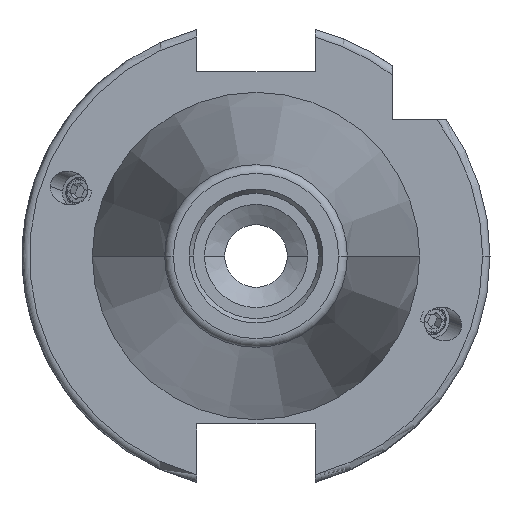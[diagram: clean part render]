
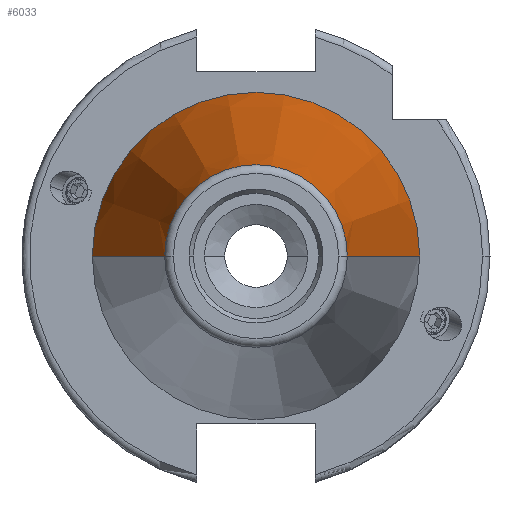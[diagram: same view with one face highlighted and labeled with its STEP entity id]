
A CAD part, left-side view. The second image highlights one B-rep face of the part: STEP entity #6033.
In plain terms, the highlighted conical face has half-angle 8.297 degrees and reference radius 22.225 mm.
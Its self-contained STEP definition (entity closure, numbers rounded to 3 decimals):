
#95 = VERTEX_POINT ( 'NONE', #3810 ) ;
#293 = LINE ( 'NONE', #2214, #2083 ) ;
#390 = VERTEX_POINT ( 'NONE', #3161 ) ;
#481 = ORIENTED_EDGE ( 'NONE', *, *, #1609, .F. ) ;
#708 = DIRECTION ( 'NONE',  ( 0., 1., 0. ) ) ;
#749 = CARTESIAN_POINT ( 'NONE',  ( 0., -22.225, 0. ) ) ;
#913 = CIRCLE ( 'NONE', #1600, 12.4 ) ;
#963 = EDGE_LOOP ( 'NONE', ( #481, #3607, #5383, #5756 ) ) ;
#1012 = CARTESIAN_POINT ( 'NONE',  ( -67.373, 12.4, 0. ) ) ;
#1353 = DIRECTION ( 'NONE',  ( 0., -1., 0. ) ) ;
#1368 = EDGE_CURVE ( 'NONE', #390, #2484, #2059, .T. ) ;
#1600 = AXIS2_PLACEMENT_3D ( 'NONE', #6048, #6016, #1353 ) ;
#1609 = EDGE_CURVE ( 'NONE', #390, #4278, #913, .T. ) ;
#2011 = DIRECTION ( 'NONE',  ( 1., 0., 0. ) ) ;
#2059 = LINE ( 'NONE', #749, #4033 ) ;
#2083 = VECTOR ( 'NONE', #4088, 1000. ) ;
#2142 = CARTESIAN_POINT ( 'NONE',  ( 0., -22.225, 0. ) ) ;
#2208 = DIRECTION ( 'NONE',  ( 0., -1., 0. ) ) ;
#2214 = CARTESIAN_POINT ( 'NONE',  ( 0., 22.225, 0. ) ) ;
#2463 = FACE_OUTER_BOUND ( 'NONE', #963, .T. ) ;
#2484 = VERTEX_POINT ( 'NONE', #2142 ) ;
#2594 = DIRECTION ( 'NONE',  ( 0.99, -0.144, 0. ) ) ;
#2648 = CIRCLE ( 'NONE', #5705, 22.225 ) ;
#3015 = CARTESIAN_POINT ( 'NONE',  ( 0., 0., 0. ) ) ;
#3128 = DIRECTION ( 'NONE',  ( -1., 0., 0. ) ) ;
#3161 = CARTESIAN_POINT ( 'NONE',  ( -67.373, -12.4, 0. ) ) ;
#3349 = AXIS2_PLACEMENT_3D ( 'NONE', #3015, #2011, #708 ) ;
#3607 = ORIENTED_EDGE ( 'NONE', *, *, #1368, .T. ) ;
#3658 = CARTESIAN_POINT ( 'NONE',  ( 0., 0., 0. ) ) ;
#3801 = EDGE_CURVE ( 'NONE', #4278, #95, #293, .T. ) ;
#3810 = CARTESIAN_POINT ( 'NONE',  ( 0., 22.225, 0. ) ) ;
#4033 = VECTOR ( 'NONE', #2594, 1000. ) ;
#4088 = DIRECTION ( 'NONE',  ( 0.99, 0.144, 0. ) ) ;
#4278 = VERTEX_POINT ( 'NONE', #1012 ) ;
#4343 = CONICAL_SURFACE ( 'NONE', #3349, 22.225, 0.145 ) ;
#5383 = ORIENTED_EDGE ( 'NONE', *, *, #5517, .T. ) ;
#5517 = EDGE_CURVE ( 'NONE', #2484, #95, #2648, .T. ) ;
#5705 = AXIS2_PLACEMENT_3D ( 'NONE', #3658, #3128, #2208 ) ;
#5756 = ORIENTED_EDGE ( 'NONE', *, *, #3801, .F. ) ;
#6016 = DIRECTION ( 'NONE',  ( -1., 0., 0. ) ) ;
#6033 = ADVANCED_FACE ( 'NONE', ( #2463 ), #4343, .T. ) ;
#6048 = CARTESIAN_POINT ( 'NONE',  ( -67.373, 0., 0. ) ) ;
